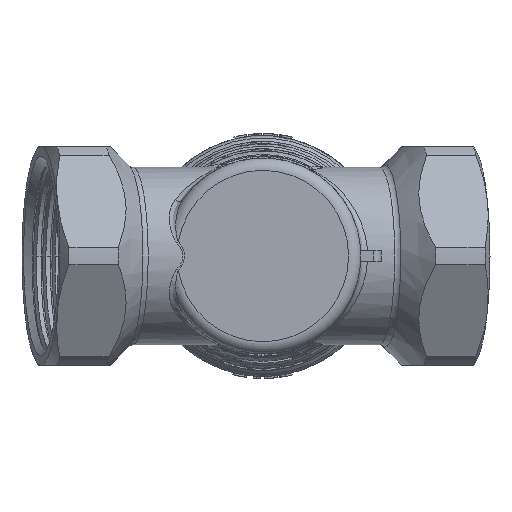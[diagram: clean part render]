
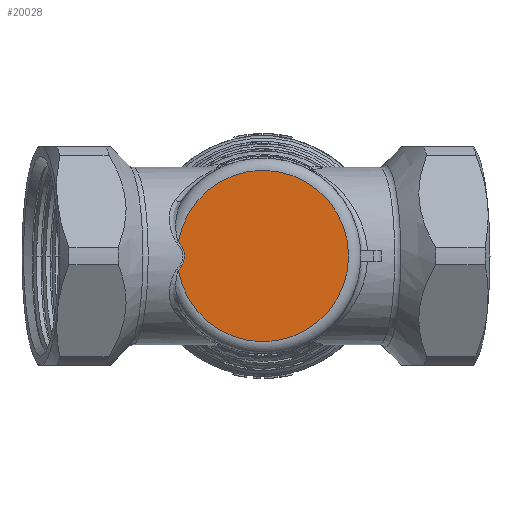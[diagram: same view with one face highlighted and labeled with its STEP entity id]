
A CAD part, front view. The second image highlights one B-rep face of the part: STEP entity #20028.
In plain terms, the highlighted planar face has unit normal (0, -1, 0).
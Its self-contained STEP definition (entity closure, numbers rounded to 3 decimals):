
#154=PLANE('',#21654);
#834=ELLIPSE('',#21655,124.945,22.712);
#1211=FACE_OUTER_BOUND('',#2477,.T.);
#2477=EDGE_LOOP('',(#14079,#14080));
#3734=CIRCLE('',#21444,21.);
#8201=VERTEX_POINT('',#39993);
#8202=VERTEX_POINT('',#39994);
#10320=EDGE_CURVE('',#8201,#8202,#3734,.T.);
#10780=EDGE_CURVE('',#8201,#8202,#834,.T.);
#14079=ORIENTED_EDGE('',*,*,#10320,.F.);
#14080=ORIENTED_EDGE('',*,*,#10780,.T.);
#20028=ADVANCED_FACE('',(#1211),#154,.F.);
#21444=AXIS2_PLACEMENT_3D('',#39995,#23939,#23940);
#21654=AXIS2_PLACEMENT_3D('',#50082,#24465,#24466);
#21655=AXIS2_PLACEMENT_3D('',#50083,#24467,#24468);
#23939=DIRECTION('center_axis',(0.,1.,0.));
#23940=DIRECTION('ref_axis',(0.,0.,1.));
#24465=DIRECTION('center_axis',(0.,1.,0.));
#24466=DIRECTION('ref_axis',(0.,0.,1.));
#24467=DIRECTION('center_axis',(0.,1.,0.));
#24468=DIRECTION('ref_axis',(1.,0.,0.));
#39993=CARTESIAN_POINT('',(-20.709,0.,3.482));
#39994=CARTESIAN_POINT('',(-20.709,0.,-3.482));
#39995=CARTESIAN_POINT('Origin',(0.,0.,0.));
#50082=CARTESIAN_POINT('Origin',(21.,0.,0.));
#50083=CARTESIAN_POINT('Origin',(-144.176,0.,
0.));
